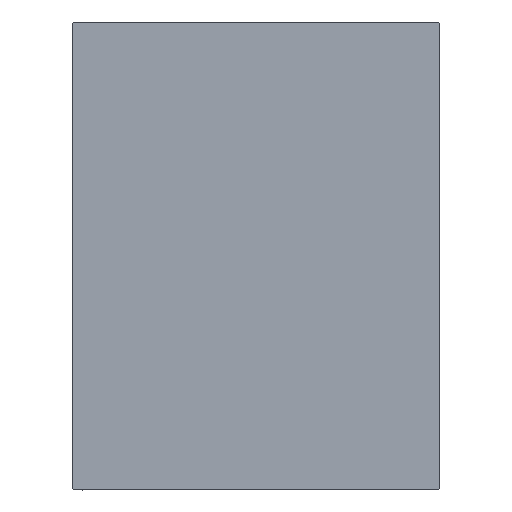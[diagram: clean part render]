
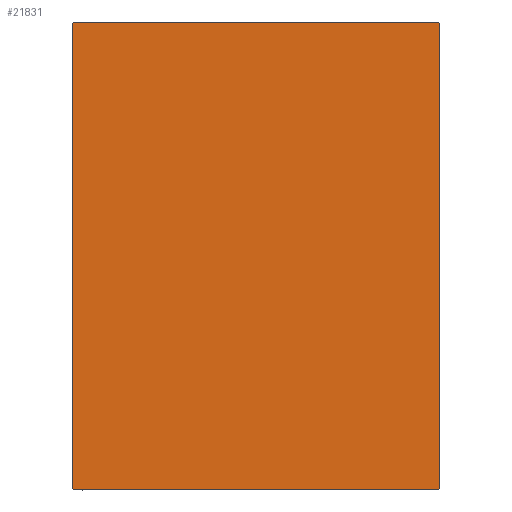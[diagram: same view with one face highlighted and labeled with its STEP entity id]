
A CAD part, left-side view. The second image highlights one B-rep face of the part: STEP entity #21831.
In plain terms, the highlighted face is planar.
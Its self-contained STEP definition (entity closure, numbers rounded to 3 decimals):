
#3013 = CARTESIAN_POINT ( 'NONE',  ( 213., -54.7, 70. ) ) ;
#3144 = VECTOR ( 'NONE', #20629, 1000. ) ;
#4372 = VECTOR ( 'NONE', #30534, 1000. ) ;
#4650 = VECTOR ( 'NONE', #20328, 1000. ) ;
#5067 = VERTEX_POINT ( 'NONE', #3013 ) ;
#5455 = LINE ( 'NONE', #25413, #35130 ) ;
#6792 = ORIENTED_EDGE ( 'NONE', *, *, #14983, .T. ) ;
#7688 = CARTESIAN_POINT ( 'NONE',  ( 213., 62.35, 62.35 ) ) ;
#9903 = CARTESIAN_POINT ( 'NONE',  ( 213., 0., 0. ) ) ;
#10112 = VERTEX_POINT ( 'NONE', #10555 ) ;
#10555 = CARTESIAN_POINT ( 'NONE',  ( 213., -55., 69.7 ) ) ;
#11112 = CARTESIAN_POINT ( 'NONE',  ( 213., 62.35, -62.35 ) ) ;
#12465 = LINE ( 'NONE', #29384, #41186 ) ;
#13539 = AXIS2_PLACEMENT_3D ( 'NONE', #9903, #13587, #40052 ) ;
#13587 = DIRECTION ( 'NONE',  ( 1., 0., 0. ) ) ;
#13742 = VERTEX_POINT ( 'NONE', #19780 ) ;
#13932 = DIRECTION ( 'NONE',  ( 0., 0.707, 0.707 ) ) ;
#14387 = ORIENTED_EDGE ( 'NONE', *, *, #34998, .T. ) ;
#14983 = EDGE_CURVE ( 'NONE', #24246, #17958, #26631, .T. ) ;
#16668 = CARTESIAN_POINT ( 'NONE',  ( 213., -62.35, -62.35 ) ) ;
#16996 = ORIENTED_EDGE ( 'NONE', *, *, #23320, .T. ) ;
#17123 = CARTESIAN_POINT ( 'NONE',  ( 213., -55., -70. ) ) ;
#17958 = VERTEX_POINT ( 'NONE', #39751 ) ;
#19253 = CARTESIAN_POINT ( 'NONE',  ( 213., 55., -69.7 ) ) ;
#19471 = EDGE_CURVE ( 'NONE', #39308, #5067, #12465, .T. ) ;
#19780 = CARTESIAN_POINT ( 'NONE',  ( 213., 54.7, -70. ) ) ;
#20328 = DIRECTION ( 'NONE',  ( 0., 0.707, -0.707 ) ) ;
#20572 = LINE ( 'NONE', #17123, #30909 ) ;
#20629 = DIRECTION ( 'NONE',  ( 0., 0., -1. ) ) ;
#20858 = LINE ( 'NONE', #11112, #38464 ) ;
#21831 = ADVANCED_FACE ( 'NONE', ( #26180 ), #39405, .T. ) ;
#22116 = VERTEX_POINT ( 'NONE', #35035 ) ;
#22140 = CARTESIAN_POINT ( 'NONE',  ( 213., 54.7, 70. ) ) ;
#23320 = EDGE_CURVE ( 'NONE', #10112, #22116, #23688, .T. ) ;
#23601 = LINE ( 'NONE', #16668, #4650 ) ;
#23688 = LINE ( 'NONE', #30840, #3144 ) ;
#24246 = VERTEX_POINT ( 'NONE', #19253 ) ;
#24829 = ORIENTED_EDGE ( 'NONE', *, *, #35457, .T. ) ;
#25413 = CARTESIAN_POINT ( 'NONE',  ( 213., -62.35, 62.35 ) ) ;
#26087 = EDGE_CURVE ( 'NONE', #5067, #10112, #5455, .T. ) ;
#26180 = FACE_OUTER_BOUND ( 'NONE', #36526, .T. ) ;
#26380 = ORIENTED_EDGE ( 'NONE', *, *, #27118, .T. ) ;
#26631 = LINE ( 'NONE', #29890, #4372 ) ;
#26719 = DIRECTION ( 'NONE',  ( 0., -1., 0. ) ) ;
#27118 = EDGE_CURVE ( 'NONE', #22116, #36779, #23601, .T. ) ;
#27533 = DIRECTION ( 'NONE',  ( 0., 1., 0. ) ) ;
#29384 = CARTESIAN_POINT ( 'NONE',  ( 213., 55., 70. ) ) ;
#29598 = ORIENTED_EDGE ( 'NONE', *, *, #38045, .T. ) ;
#29890 = CARTESIAN_POINT ( 'NONE',  ( 213., 55., -70. ) ) ;
#30534 = DIRECTION ( 'NONE',  ( 0., 0., 1. ) ) ;
#30840 = CARTESIAN_POINT ( 'NONE',  ( 213., -55., 70. ) ) ;
#30909 = VECTOR ( 'NONE', #27533, 1000. ) ;
#32916 = VECTOR ( 'NONE', #37829, 1000. ) ;
#33559 = CARTESIAN_POINT ( 'NONE',  ( 213., -54.7, -70. ) ) ;
#34998 = EDGE_CURVE ( 'NONE', #13742, #24246, #20858, .T. ) ;
#35035 = CARTESIAN_POINT ( 'NONE',  ( 213., -55., -69.7 ) ) ;
#35130 = VECTOR ( 'NONE', #38647, 1000. ) ;
#35457 = EDGE_CURVE ( 'NONE', #17958, #39308, #41076, .T. ) ;
#36526 = EDGE_LOOP ( 'NONE', ( #29598, #14387, #6792, #24829, #37014, #38119, #16996, #26380 ) ) ;
#36779 = VERTEX_POINT ( 'NONE', #33559 ) ;
#37014 = ORIENTED_EDGE ( 'NONE', *, *, #19471, .T. ) ;
#37829 = DIRECTION ( 'NONE',  ( 0., -0.707, 0.707 ) ) ;
#38045 = EDGE_CURVE ( 'NONE', #36779, #13742, #20572, .T. ) ;
#38119 = ORIENTED_EDGE ( 'NONE', *, *, #26087, .T. ) ;
#38464 = VECTOR ( 'NONE', #13932, 1000. ) ;
#38647 = DIRECTION ( 'NONE',  ( 0., -0.707, -0.707 ) ) ;
#39308 = VERTEX_POINT ( 'NONE', #22140 ) ;
#39405 = PLANE ( 'NONE',  #13539 ) ;
#39751 = CARTESIAN_POINT ( 'NONE',  ( 213., 55., 69.7 ) ) ;
#40052 = DIRECTION ( 'NONE',  ( 0., 0., -1. ) ) ;
#41076 = LINE ( 'NONE', #7688, #32916 ) ;
#41186 = VECTOR ( 'NONE', #26719, 1000. ) ;
